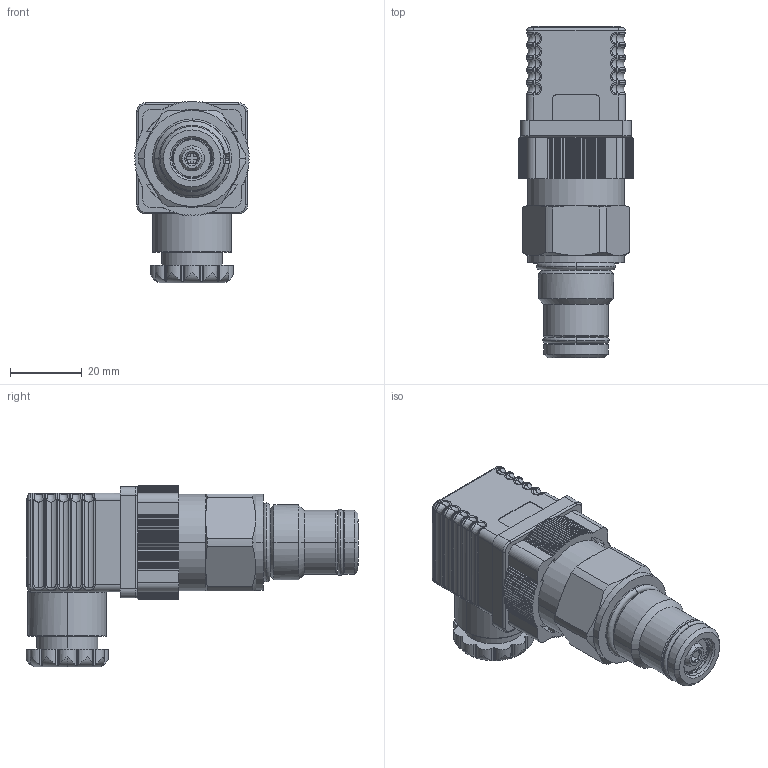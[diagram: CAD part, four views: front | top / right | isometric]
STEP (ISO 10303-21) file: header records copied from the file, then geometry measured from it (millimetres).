
FILE_DESCRIPTION (( 'STEP AP214' ), '1' );
FILE_NAME ('81.STEP', '2020-02-11T10:06:56', ( '' ), ( '' ), 'SwSTEP 2.0', 'SolidWorks 2019', '' );
FILE_SCHEMA (( 'AUTOMOTIVE_DESIGN' ));
Length unit declared in the file: millimetre
Products named in the file (1): 81
Bounding box: 32 x 92.65 x 50.75 mm (x, y, z)
Surface area: 15500.9 mm2 (no closed solid volume)
Topology: 0 solids, 9 shells, 694 faces, 2009 edges, 1288 vertices
Faces by surface type: plane 280, cylinder 239, bspline 86, torus 58, cone 21, sphere 10
Entity records: 33450 total; most frequent: CARTESIAN_POINT 8150, ORIENTED_EDGE 3764, DIRECTION 3572, EDGE_CURVE 2005, VERTEX_POINT 1288, AXIS2_PLACEMENT_3D 1266, LINE 1040, VECTOR 1040
